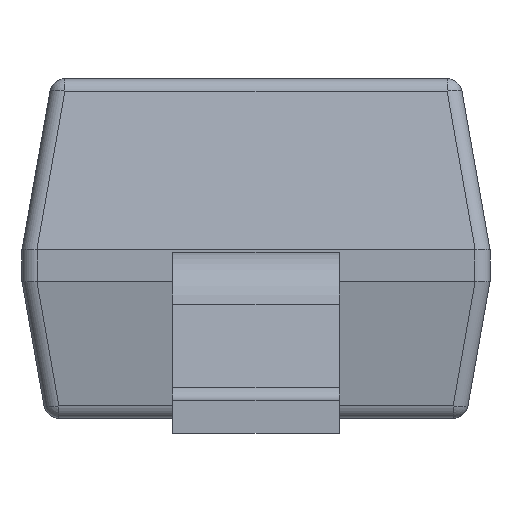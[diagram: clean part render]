
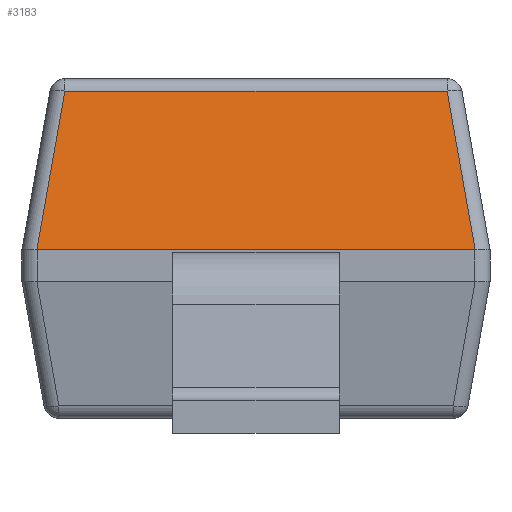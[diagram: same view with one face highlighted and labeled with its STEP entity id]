
A CAD part, front view. The second image highlights one B-rep face of the part: STEP entity #3183.
In plain terms, the highlighted planar face has unit normal (0, -0.985, 0.174).
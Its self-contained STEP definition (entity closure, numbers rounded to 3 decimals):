
#25=ELLIPSE('',#3350,0.288,0.05);
#33=ELLIPSE('',#3385,0.288,0.05);
#250=FACE_OUTER_BOUND('',#423,.T.);
#423=EDGE_LOOP('',(#2581,#2582,#2583,#2584,#2585,#2586));
#737=LINE('',#4926,#1108);
#739=LINE('',#4929,#1110);
#747=LINE('',#4950,#1118);
#768=LINE('',#4998,#1139);
#1108=VECTOR('',#4027,1.266);
#1110=VECTOR('',#4031,0.542);
#1118=VECTOR('',#4059,0.542);
#1139=VECTOR('',#4112,1.45);
#1402=VERTEX_POINT('',#4877);
#1407=VERTEX_POINT('',#4887);
#1408=VERTEX_POINT('',#4891);
#1421=VERTEX_POINT('',#4922);
#1424=VERTEX_POINT('',#4949);
#1427=VERTEX_POINT('',#4959);
#1782=EDGE_CURVE('',#1407,#1402,#25,.T.);
#1800=EDGE_CURVE('',#1408,#1421,#737,.T.);
#1802=EDGE_CURVE('',#1421,#1407,#739,.T.);
#1813=EDGE_CURVE('',#1424,#1408,#747,.T.);
#1819=EDGE_CURVE('',#1427,#1424,#33,.T.);
#1840=EDGE_CURVE('',#1427,#1402,#768,.T.);
#2581=ORIENTED_EDGE('',*,*,#1782,.F.);
#2582=ORIENTED_EDGE('',*,*,#1802,.F.);
#2583=ORIENTED_EDGE('',*,*,#1800,.F.);
#2584=ORIENTED_EDGE('',*,*,#1813,.F.);
#2585=ORIENTED_EDGE('',*,*,#1819,.F.);
#2586=ORIENTED_EDGE('',*,*,#1840,.T.);
#2888=PLANE('',#3397);
#3183=ADVANCED_FACE('',(#250),#2888,.T.);
#3350=AXIS2_PLACEMENT_3D('',#4889,#3983,#3984);
#3385=AXIS2_PLACEMENT_3D('',#4961,#4070,#4071);
#3397=AXIS2_PLACEMENT_3D('',#4997,#4110,#4111);
#3983=DIRECTION('center_axis',(0.,0.985,-0.174));
#3984=DIRECTION('ref_axis',(0.,-0.174,-0.985));
#4027=DIRECTION('',(1.,0.,0.));
#4031=DIRECTION('',(0.171,-0.171,-0.97));
#4059=DIRECTION('',(0.171,0.171,0.97));
#4070=DIRECTION('center_axis',(0.,0.985,-0.174));
#4071=DIRECTION('ref_axis',(0.,-0.174,-0.985));
#4110=DIRECTION('center_axis',(0.,-0.985,0.174));
#4111=DIRECTION('ref_axis',(0.,-0.174,-0.985));
#4112=DIRECTION('',(1.,0.,0.));
#4877=CARTESIAN_POINT('',(0.725,-1.35,0.608));
#4887=CARTESIAN_POINT('',(0.726,-1.35,0.608));
#4889=CARTESIAN_POINT('Origin',(0.725,-1.3,0.891));
#4891=CARTESIAN_POINT('',(-0.633,-1.257,1.134));
#4922=CARTESIAN_POINT('',(0.633,-1.257,1.134));
#4926=CARTESIAN_POINT('',(0.,-1.257,1.134));
#4929=CARTESIAN_POINT('',(0.638,-1.262,1.107));
#4949=CARTESIAN_POINT('',(-0.726,-1.35,0.608));
#4950=CARTESIAN_POINT('',(-0.638,-1.262,1.107));
#4959=CARTESIAN_POINT('',(-0.725,-1.35,0.608));
#4961=CARTESIAN_POINT('Origin',(-0.725,-1.3,0.891));
#4997=CARTESIAN_POINT('Origin',(0.,-1.3,0.891));
#4998=CARTESIAN_POINT('',(0.,-1.35,0.608));
